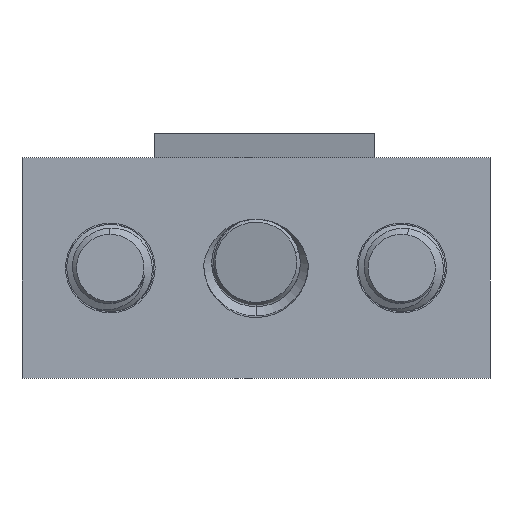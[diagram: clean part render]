
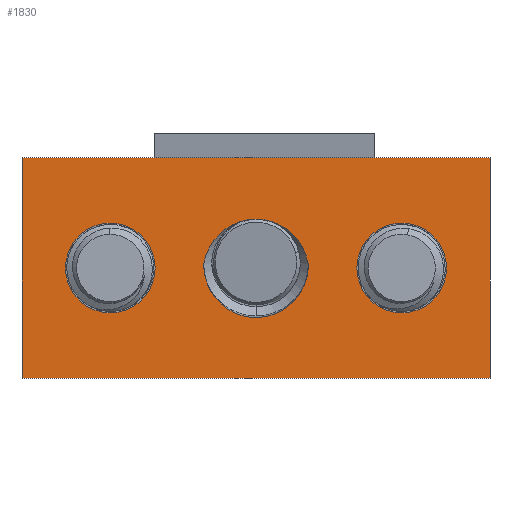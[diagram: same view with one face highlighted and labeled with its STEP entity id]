
A CAD part, front view. The second image highlights one B-rep face of the part: STEP entity #1830.
In plain terms, the highlighted planar face has unit normal (0, -1, 0).
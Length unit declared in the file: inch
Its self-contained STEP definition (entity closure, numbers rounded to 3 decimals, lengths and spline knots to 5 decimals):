
#101 = VECTOR ( 'NONE', #8669, 39.37008 ) ;
#172 = EDGE_CURVE ( 'NONE', #3383, #5018, #8504, .T. ) ;
#218 = CIRCLE ( 'NONE', #5283, 0.203 ) ;
#291 = EDGE_CURVE ( 'NONE', #4421, #1298, #5090, .T. ) ;
#345 = ORIENTED_EDGE ( 'NONE', *, *, #8285, .F. ) ;
#389 = LINE ( 'NONE', #3886, #101 ) ;
#419 = CARTESIAN_POINT ( 'NONE',  ( -1.06, 0., 0.5 ) ) ;
#464 = FACE_BOUND ( 'NONE', #4924, .T. ) ;
#499 = CARTESIAN_POINT ( 'NONE',  ( -0.66, 0., 0. ) ) ;
#539 = VERTEX_POINT ( 'NONE', #4844 ) ;
#612 = VERTEX_POINT ( 'NONE', #7122 ) ;
#714 = CARTESIAN_POINT ( 'NONE',  ( 1.06, 0., 0.5 ) ) ;
#1007 = FACE_BOUND ( 'NONE', #2565, .T. ) ;
#1125 = VERTEX_POINT ( 'NONE', #1516 ) ;
#1239 = DIRECTION ( 'NONE',  ( 0., 0., 1. ) ) ;
#1298 = VERTEX_POINT ( 'NONE', #6006 ) ;
#1420 = VECTOR ( 'NONE', #6407, 39.37008 ) ;
#1451 = LINE ( 'NONE', #2225, #8338 ) ;
#1516 = CARTESIAN_POINT ( 'NONE',  ( 0.66, 0., 0.203 ) ) ;
#1638 = CARTESIAN_POINT ( 'NONE',  ( -1.06, 0., -0.5 ) ) ;
#1765 = FACE_OUTER_BOUND ( 'NONE', #6555, .T. ) ;
#1815 = CARTESIAN_POINT ( 'NONE',  ( 0.12207, 0., 0.22094 ) ) ;
#1830 = ADVANCED_FACE ( 'NONE', ( #2499, #1007, #464, #1765 ), #2548, .T. ) ;
#2018 = VERTEX_POINT ( 'NONE', #4999 ) ;
#2225 = CARTESIAN_POINT ( 'NONE',  ( -1.06, 0., 0.5 ) ) ;
#2256 = ORIENTED_EDGE ( 'NONE', *, *, #291, .F. ) ;
#2499 = FACE_BOUND ( 'NONE', #8140, .T. ) ;
#2544 = CARTESIAN_POINT ( 'NONE',  ( 0.21568, 0., 0.14013 ) ) ;
#2548 = PLANE ( 'NONE',  #8604 ) ;
#2565 = EDGE_LOOP ( 'NONE', ( #5677, #6283 ) ) ;
#2709 = CARTESIAN_POINT ( 'NONE',  ( -0.2372, 0., 0.01618 ) ) ;
#3066 = EDGE_CURVE ( 'NONE', #1298, #3471, #3235, .T. ) ;
#3191 = CARTESIAN_POINT ( 'NONE',  ( -0.21568, 0., 0.14013 ) ) ;
#3232 = CARTESIAN_POINT ( 'NONE',  ( 0., 0., 0.22094 ) ) ;
#3235 =( BOUNDED_CURVE ( )  B_SPLINE_CURVE ( 3, ( #3232, #8917, #3191, #8093 ),
 .UNSPECIFIED., .F., .T. ) 
 B_SPLINE_CURVE_WITH_KNOTS ( ( 4, 4 ),
 ( 3.14159, 4.53514 ),
 .UNSPECIFIED. ) 
 CURVE ( )  GEOMETRIC_REPRESENTATION_ITEM ( )  RATIONAL_B_SPLINE_CURVE ( ( 1., 0.845, 0.845, 1. ) ) 
 REPRESENTATION_ITEM ( '' )  );
#3270 = CARTESIAN_POINT ( 'NONE',  ( -0.66, 0., 0. ) ) ;
#3297 = VERTEX_POINT ( 'NONE', #7682 ) ;
#3380 = CIRCLE ( 'NONE', #8468, 0.203 ) ;
#3383 = VERTEX_POINT ( 'NONE', #5444 ) ;
#3399 = CARTESIAN_POINT ( 'NONE',  ( -0.2372, 0., -0.46555 ) ) ;
#3471 = VERTEX_POINT ( 'NONE', #7129 ) ;
#3825 = CIRCLE ( 'NONE', #7447, 0.203 ) ;
#3886 = CARTESIAN_POINT ( 'NONE',  ( -1.06, 0., 0.5 ) ) ;
#4014 = CARTESIAN_POINT ( 'NONE',  ( 0.66, 0., 0. ) ) ;
#4048 = EDGE_CURVE ( 'NONE', #6374, #2018, #3380, .T. ) ;
#4201 = EDGE_CURVE ( 'NONE', #2018, #6374, #3825, .T. ) ;
#4257 = CARTESIAN_POINT ( 'NONE',  ( 0.2372, 0., -0.46555 ) ) ;
#4335 = EDGE_CURVE ( 'NONE', #3471, #4421, #5958, .T. ) ;
#4400 = AXIS2_PLACEMENT_3D ( 'NONE', #4014, #8237, #1239 ) ;
#4421 = VERTEX_POINT ( 'NONE', #5467 ) ;
#4534 = DIRECTION ( 'NONE',  ( 0., 0., 1. ) ) ;
#4749 = CARTESIAN_POINT ( 'NONE',  ( 0.2372, 0., 0.01618 ) ) ;
#4844 = CARTESIAN_POINT ( 'NONE',  ( 1.06, 0., 0.5 ) ) ;
#4924 = EDGE_LOOP ( 'NONE', ( #2256, #8395, #6152 ) ) ;
#4966 = DIRECTION ( 'NONE',  ( 0., 0., -1. ) ) ;
#4998 = EDGE_CURVE ( 'NONE', #3297, #1125, #5702, .T. ) ;
#4999 = CARTESIAN_POINT ( 'NONE',  ( -0.66, 0., 0.203 ) ) ;
#5018 = VERTEX_POINT ( 'NONE', #5591 ) ;
#5090 =( BOUNDED_CURVE ( )  B_SPLINE_CURVE ( 3, ( #8044, #2544, #1815, #8088 ),
 .UNSPECIFIED., .F., .T. ) 
 B_SPLINE_CURVE_WITH_KNOTS ( ( 4, 4 ),
 ( 1.74805, 3.14159 ),
 .UNSPECIFIED. ) 
 CURVE ( )  GEOMETRIC_REPRESENTATION_ITEM ( )  RATIONAL_B_SPLINE_CURVE ( ( 1., 0.845, 0.845, 1. ) ) 
 REPRESENTATION_ITEM ( '' )  );
#5283 = AXIS2_PLACEMENT_3D ( 'NONE', #7605, #8332, #7009 ) ;
#5444 = CARTESIAN_POINT ( 'NONE',  ( -1.06, 0., -0.5 ) ) ;
#5467 = CARTESIAN_POINT ( 'NONE',  ( 0.2372, 0., 0.01618 ) ) ;
#5591 = CARTESIAN_POINT ( 'NONE',  ( 1.06, 0., -0.5 ) ) ;
#5606 = LINE ( 'NONE', #714, #6765 ) ;
#5648 = ORIENTED_EDGE ( 'NONE', *, *, #172, .T. ) ;
#5677 = ORIENTED_EDGE ( 'NONE', *, *, #7391, .T. ) ;
#5699 = ORIENTED_EDGE ( 'NONE', *, *, #4201, .T. ) ;
#5702 = CIRCLE ( 'NONE', #4400, 0.203 ) ;
#5958 =( BOUNDED_CURVE ( )  B_SPLINE_CURVE ( 3, ( #2709, #3399, #4257, #4749 ),
 .UNSPECIFIED., .F., .T. ) 
 B_SPLINE_CURVE_WITH_KNOTS ( ( 4, 4 ),
 ( 1.5708, 4.71239 ),
 .UNSPECIFIED. ) 
 CURVE ( )  GEOMETRIC_REPRESENTATION_ITEM ( )  RATIONAL_B_SPLINE_CURVE ( ( 1., 0.333, 0.333, 1. ) ) 
 REPRESENTATION_ITEM ( '' )  );
#6006 = CARTESIAN_POINT ( 'NONE',  ( 0., 0., 0.22094 ) ) ;
#6031 = DIRECTION ( 'NONE',  ( 0., 1., 0. ) ) ;
#6152 = ORIENTED_EDGE ( 'NONE', *, *, #3066, .F. ) ;
#6283 = ORIENTED_EDGE ( 'NONE', *, *, #4998, .T. ) ;
#6285 = ORIENTED_EDGE ( 'NONE', *, *, #7062, .T. ) ;
#6374 = VERTEX_POINT ( 'NONE', #7300 ) ;
#6407 = DIRECTION ( 'NONE',  ( 1., 0., 0. ) ) ;
#6417 = ORIENTED_EDGE ( 'NONE', *, *, #4048, .T. ) ;
#6555 = EDGE_LOOP ( 'NONE', ( #8158, #345, #6285, #5648 ) ) ;
#6688 = DIRECTION ( 'NONE',  ( 0., 0., -1. ) ) ;
#6765 = VECTOR ( 'NONE', #4966, 39.37008 ) ;
#6993 = DIRECTION ( 'NONE',  ( 0., 0., -1. ) ) ;
#7009 = DIRECTION ( 'NONE',  ( 0., 0., 1. ) ) ;
#7062 = EDGE_CURVE ( 'NONE', #612, #3383, #1451, .T. ) ;
#7122 = CARTESIAN_POINT ( 'NONE',  ( -1.06, 0., 0.5 ) ) ;
#7129 = CARTESIAN_POINT ( 'NONE',  ( -0.2372, 0., 0.01618 ) ) ;
#7278 = DIRECTION ( 'NONE',  ( 0., -1., 0. ) ) ;
#7300 = CARTESIAN_POINT ( 'NONE',  ( -0.66, 0., -0.203 ) ) ;
#7391 = EDGE_CURVE ( 'NONE', #1125, #3297, #218, .T. ) ;
#7447 = AXIS2_PLACEMENT_3D ( 'NONE', #3270, #8126, #4534 ) ;
#7605 = CARTESIAN_POINT ( 'NONE',  ( 0.66, 0., 0. ) ) ;
#7682 = CARTESIAN_POINT ( 'NONE',  ( 0.66, 0., -0.203 ) ) ;
#8044 = CARTESIAN_POINT ( 'NONE',  ( 0.2372, 0., 0.01618 ) ) ;
#8083 = DIRECTION ( 'NONE',  ( 0., 0., 1. ) ) ;
#8088 = CARTESIAN_POINT ( 'NONE',  ( 0., 0., 0.22094 ) ) ;
#8093 = CARTESIAN_POINT ( 'NONE',  ( -0.2372, 0., 0.01618 ) ) ;
#8126 = DIRECTION ( 'NONE',  ( 0., 1., 0. ) ) ;
#8140 = EDGE_LOOP ( 'NONE', ( #5699, #6417 ) ) ;
#8158 = ORIENTED_EDGE ( 'NONE', *, *, #8235, .F. ) ;
#8235 = EDGE_CURVE ( 'NONE', #539, #5018, #5606, .T. ) ;
#8237 = DIRECTION ( 'NONE',  ( 0., 1., 0. ) ) ;
#8285 = EDGE_CURVE ( 'NONE', #612, #539, #389, .T. ) ;
#8332 = DIRECTION ( 'NONE',  ( 0., 1., 0. ) ) ;
#8338 = VECTOR ( 'NONE', #6993, 39.37008 ) ;
#8395 = ORIENTED_EDGE ( 'NONE', *, *, #4335, .F. ) ;
#8468 = AXIS2_PLACEMENT_3D ( 'NONE', #499, #6031, #8083 ) ;
#8504 = LINE ( 'NONE', #1638, #1420 ) ;
#8604 = AXIS2_PLACEMENT_3D ( 'NONE', #419, #7278, #6688 ) ;
#8669 = DIRECTION ( 'NONE',  ( 1., 0., 0. ) ) ;
#8917 = CARTESIAN_POINT ( 'NONE',  ( -0.12207, 0., 0.22094 ) ) ;
